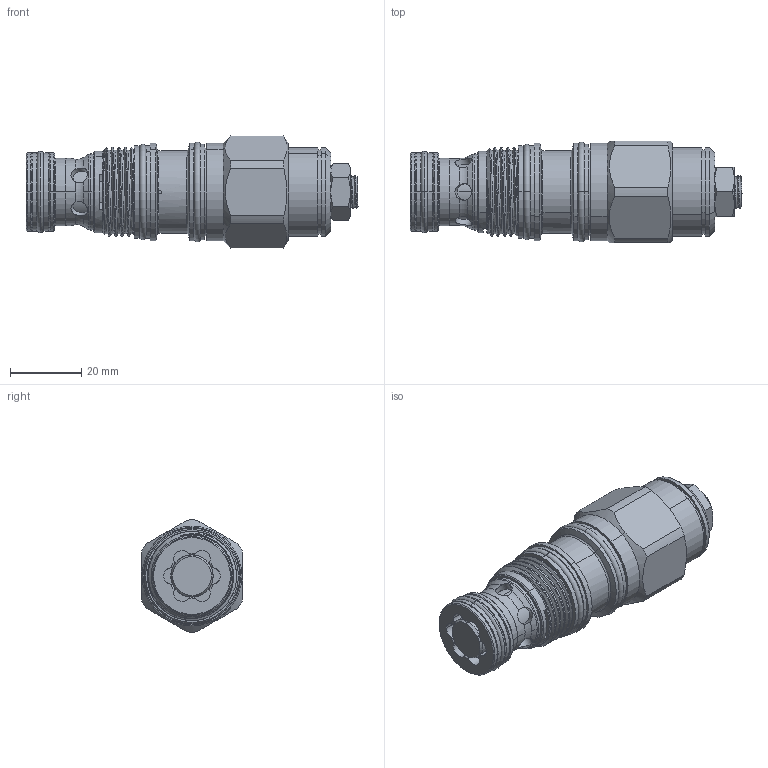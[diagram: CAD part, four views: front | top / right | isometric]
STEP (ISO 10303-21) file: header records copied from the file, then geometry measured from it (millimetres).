
FILE_DESCRIPTION (( 'STEP AP203' ), '1' );
FILE_NAME ('CB2A3A-L-80.STEP', '2020-03-03T05:00:07', ( '' ), ( '' ), 'SwSTEP 2.0', 'SolidWorks 2018', '' );
FILE_SCHEMA (( 'CONFIG_CONTROL_DESIGN' ));
Length unit declared in the file: millimetre
Products named in the file (1): CB2A3A-L-80
Bounding box: 93.46 x 28.57 x 31.59 mm (x, y, z)
Volume: 43222 mm3; surface area: 12554.8 mm2
Topology: 3 solids, 4 shells, 280 faces, 680 edges, 427 vertices
Faces by surface type: cylinder 118, plane 63, cone 50, torus 43, bspline 4, sphere 2
Entity records: 12838 total; most frequent: CARTESIAN_POINT 6291, DIRECTION 1389, ORIENTED_EDGE 1356, EDGE_CURVE 678, AXIS2_PLACEMENT_3D 599, VERTEX_POINT 427, CIRCLE 322, EDGE_LOOP 307
